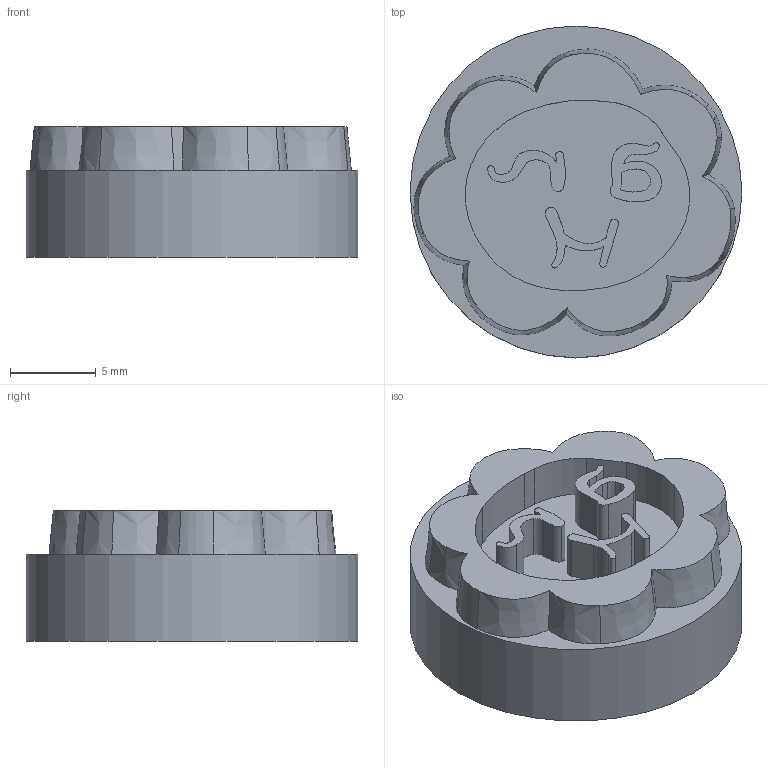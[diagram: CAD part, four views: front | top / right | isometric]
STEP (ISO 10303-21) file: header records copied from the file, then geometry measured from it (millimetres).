
FILE_DESCRIPTION(/* description */ (''),/* implementation_level */ '2;1');
FILE_NAME(/* name */ 'Anh Stamp v1.step',/* time_stamp */ '2025-06-23T20:24:57-07:00',/* author */ (''),/* organization */ (''),/* preprocessor_version */ 'ST-DEVELOPER v20.1',/* originating_system */ 'Autodesk Translation Framework v14.10.0.0',/* authorisation */ '');
FILE_SCHEMA (('AUTOMOTIVE_DESIGN { 1 0 10303 214 3 1 1 }'));
Length unit declared in the file: inch
Products named in the file (1): Anh Stamp
Bounding box: 19.3 x 19.3 x 7.62 mm (x, y, z)
Volume: 1794.4 mm3; surface area: 1263.6 mm2
Topology: 1 solids, 1 shells, 106 faces, 294 edges, 196 vertices
Faces by surface type: bspline 97, plane 8, cylinder 1
Full cylindrical faces by diameter (mm): 19.304 x1
Entity records: 4427 total; most frequent: CARTESIAN_POINT 2639, ORIENTED_EDGE 588, EDGE_CURVE 294, VERTEX_POINT 196, EDGE_LOOP 112, FACE_OUTER_BOUND 106, ADVANCED_FACE 106, DIRECTION 101
